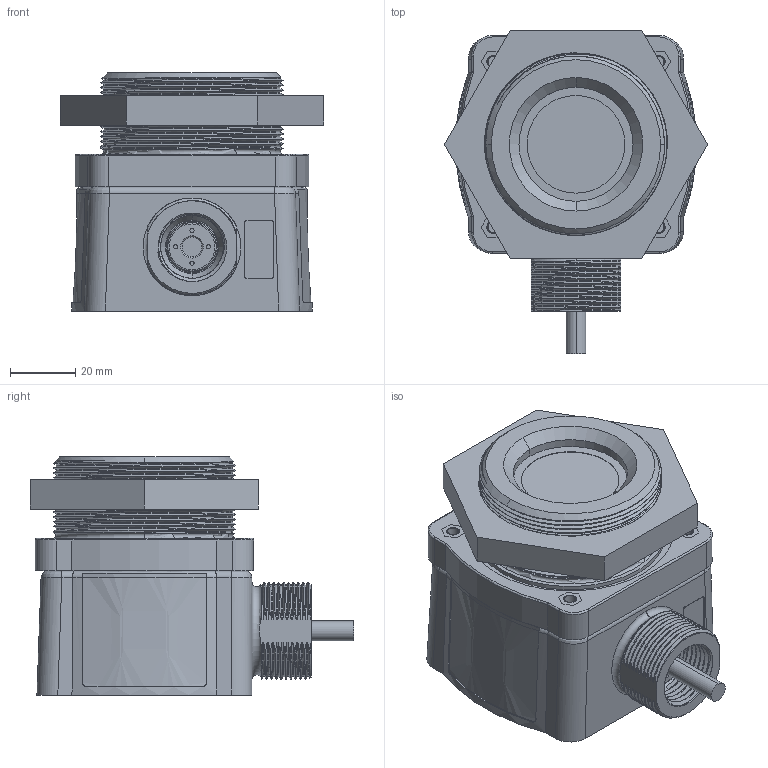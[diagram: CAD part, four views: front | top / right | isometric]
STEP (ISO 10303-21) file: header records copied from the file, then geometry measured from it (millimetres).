
FILE_DESCRIPTION((''),'2;1');
FILE_NAME('159646_ASM','2012-11-05T',('banengservice'),('BANNER ENGINEERING'),'PRO/ENGINEER BY PARAMETRIC TECHNOLOGY CORPORATION, 2009141','PRO/ENGINEER BY PARAMETRIC TECHNOLOGY CORPORATION, 2009141','');
FILE_SCHEMA(('CONFIG_CONTROL_DESIGN'));
Length unit declared in the file: millimetre
Products named in the file (16): 70107; 70106; 70105; 70108; 70119; 58889; 70111; 43690; 62676; CABLE_240; 119871; D00018; 119871_ASM; M4X40SHCS; 119873; 159646_ASM
Assembly tree (21 placements, depth 3):
  159646_ASM
    70107
    70106
    70105
    70108
    70119
    58889
    70111
    43690
    62676
    CABLE_240
    119871_ASM
      119871
      D00018  x4
    M4X40SHCS  x4
    119873
Bounding box: 80.83 x 99.19 x 73.11 mm (x, y, z)
Volume: 164248.2 mm3; surface area: 110808.8 mm2
Topology: 20 solids, 30 shells, 1350 faces, 3460 edges, 2249 vertices
Faces by surface type: plane 580, cylinder 457, bspline 143, cone 88, torus 57, extrusion 21, sphere 4
Entity records: 73194 total; most frequent: CARTESIAN_POINT 43087, ORIENTED_EDGE 6380, DIRECTION 5789, EDGE_CURVE 3232, VERTEX_POINT 2104, AXIS2_PLACEMENT_3D 2051, VECTOR 1687, LINE 1666
